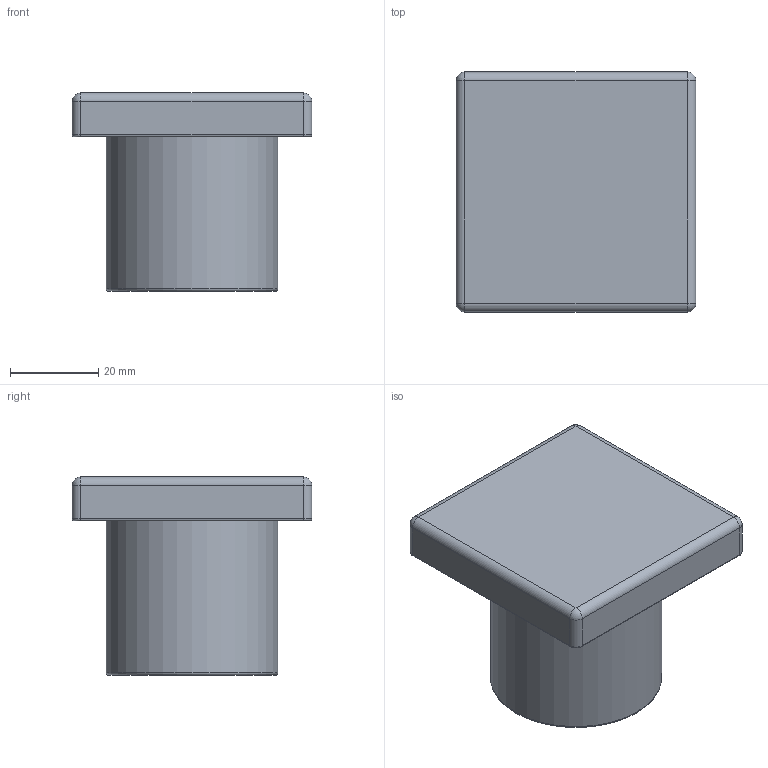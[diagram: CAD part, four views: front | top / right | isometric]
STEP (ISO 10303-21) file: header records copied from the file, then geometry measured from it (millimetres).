
FILE_DESCRIPTION(/* description */ (''),/* implementation_level */ '2;1');
FILE_NAME(/* name */ '321001-0.step',/* time_stamp */ '2021-09-06T14:17:16+02:00',/* author */ ('MuellerJ'),/* organization */ (''),/* preprocessor_version */ 'ST-DEVELOPER v18.1',/* originating_system */ 'Autodesk Inventor 2021',/* authorisation */ '');
FILE_SCHEMA (('AUTOMOTIVE_DESIGN { 1 0 10303 214 3 1 1 }'));
Length unit declared in the file: millimetre
Products named in the file (1): MTW_1-00112019
Bounding box: 54.5 x 54.5 x 45 mm (x, y, z)
Volume: 71279 mm3; surface area: 12109 mm2
Topology: 1 solids, 1 shells, 29 faces, 58 edges, 32 vertices
Faces by surface type: cylinder 13, plane 7, torus 5, sphere 4
Full cylindrical faces by diameter (mm): 39 x1
Entity records: 786 total; most frequent: DIRECTION 151, CARTESIAN_POINT 120, ORIENTED_EDGE 116, AXIS2_PLACEMENT_3D 63, EDGE_CURVE 58, CIRCLE 33, VERTEX_POINT 32, EDGE_LOOP 30
